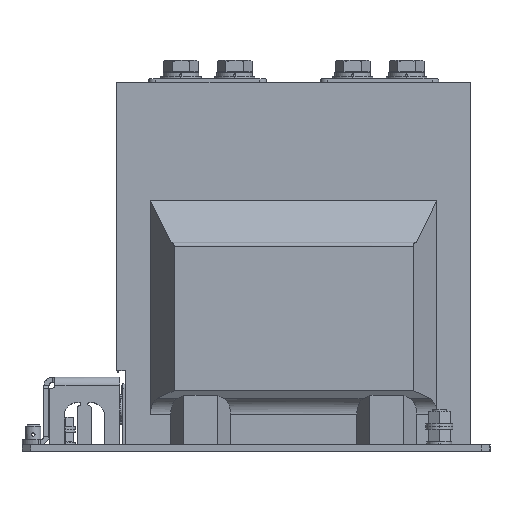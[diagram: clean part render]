
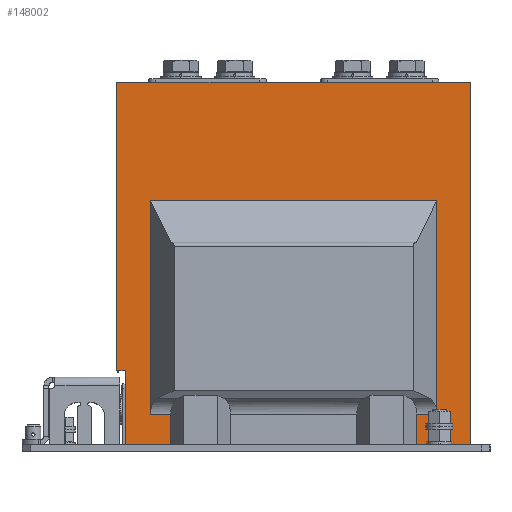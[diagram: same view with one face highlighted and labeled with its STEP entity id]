
A CAD part, top view. The second image highlights one B-rep face of the part: STEP entity #148002.
In plain terms, the highlighted planar face has unit normal (0, 0, 1).
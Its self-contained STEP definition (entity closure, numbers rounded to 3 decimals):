
#707 = LINE ( 'NONE', #142217, #81677 ) ;
#3887 = EDGE_CURVE ( 'NONE', #209555, #105354, #17195, .T. ) ;
#7248 = CARTESIAN_POINT ( 'NONE',  ( 105., 215., 50. ) ) ;
#9920 = CARTESIAN_POINT ( 'NONE',  ( 105., 215., 50. ) ) ;
#10304 = LINE ( 'NONE', #166369, #96227 ) ;
#10415 = LINE ( 'NONE', #23306, #96327 ) ;
#17195 = LINE ( 'NONE', #69205, #141325 ) ;
#18236 = CARTESIAN_POINT ( 'NONE',  ( 85., -55., 50. ) ) ;
#20666 = CARTESIAN_POINT ( 'NONE',  ( -73.044, 500000., 50. ) ) ;
#20860 = CARTESIAN_POINT ( 'NONE',  ( 105., 0., 50. ) ) ;
#22424 = DIRECTION ( 'NONE',  ( 0., -1., 0. ) ) ;
#22579 = VERTEX_POINT ( 'NONE', #124556 ) ;
#23306 = CARTESIAN_POINT ( 'NONE',  ( -105., 215., 50. ) ) ;
#23914 = LINE ( 'NONE', #20860, #104904 ) ;
#23916 = LINE ( 'NONE', #198078, #190933 ) ;
#25789 = ORIENTED_EDGE ( 'NONE', *, *, #207962, .F. ) ;
#26488 = EDGE_CURVE ( 'NONE', #118014, #61663, #102102, .T. ) ;
#27170 = VECTOR ( 'NONE', #99574, 1000. ) ;
#27939 = ORIENTED_EDGE ( 'NONE', *, *, #120069, .T. ) ;
#29639 = DIRECTION ( 'NONE',  ( 0., 1., 0. ) ) ;
#32829 = CARTESIAN_POINT ( 'NONE',  ( -135., 17.896, 50. ) ) ;
#35230 = EDGE_CURVE ( 'NONE', #187890, #80817, #70169, .T. ) ;
#35456 = VECTOR ( 'NONE', #29639, 1000. ) ;
#40496 = LINE ( 'NONE', #190931, #35456 ) ;
#42743 = CARTESIAN_POINT ( 'NONE',  ( -85., 145.027, 50. ) ) ;
#44696 = AXIS2_PLACEMENT_3D ( 'NONE', #9920, #174615, #77621 ) ;
#51437 = CARTESIAN_POINT ( 'NONE',  ( -73.044, 17.896, 50. ) ) ;
#53991 = VERTEX_POINT ( 'NONE', #140510 ) ;
#61123 = DIRECTION ( 'NONE',  ( -1., 0., 0. ) ) ;
#61280 = PLANE ( 'NONE',  #44696 ) ;
#61663 = VERTEX_POINT ( 'NONE', #99861 ) ;
#63152 = CARTESIAN_POINT ( 'NONE',  ( -100., 44., 50. ) ) ;
#63733 = CARTESIAN_POINT ( 'NONE',  ( 105., 215., 50. ) ) ;
#66275 = EDGE_CURVE ( 'NONE', #105354, #151199, #201301, .T. ) ;
#69205 = CARTESIAN_POINT ( 'NONE',  ( -135., 17.896, 50. ) ) ;
#69302 = DIRECTION ( 'NONE',  ( 0., -1., 0. ) ) ;
#70169 = LINE ( 'NONE', #18236, #27170 ) ;
#72316 = EDGE_CURVE ( 'NONE', #202832, #138155, #157647, .T. ) ;
#76905 = LINE ( 'NONE', #199926, #163029 ) ;
#77245 = VECTOR ( 'NONE', #148846, 1000. ) ;
#77621 = DIRECTION ( 'NONE',  ( 0., 1., 0. ) ) ;
#78914 = EDGE_CURVE ( 'NONE', #80817, #114062, #10304, .T. ) ;
#80817 = VERTEX_POINT ( 'NONE', #164547 ) ;
#81677 = VECTOR ( 'NONE', #158458, 1000. ) ;
#84355 = VERTEX_POINT ( 'NONE', #63152 ) ;
#84431 = VECTOR ( 'NONE', #146156, 1000. ) ;
#84955 = DIRECTION ( 'NONE',  ( -1., 0., 0. ) ) ;
#85222 = DIRECTION ( 'NONE',  ( -1., 0., 0. ) ) ;
#86911 = EDGE_CURVE ( 'NONE', #84355, #144986, #707, .T. ) ;
#87014 = CARTESIAN_POINT ( 'NONE',  ( -105., 44., 50. ) ) ;
#92526 = EDGE_LOOP ( 'NONE', ( #104228, #153672, #154608, #126934, #190852, #165725, #27939, #105302, #25789, #95561, #184224, #180356, #204181, #113957 ) ) ;
#94206 = EDGE_CURVE ( 'NONE', #151199, #53991, #23914, .T. ) ;
#95561 = ORIENTED_EDGE ( 'NONE', *, *, #26488, .T. ) ;
#96227 = VECTOR ( 'NONE', #84955, 1000. ) ;
#96327 = VECTOR ( 'NONE', #136574, 1000. ) ;
#99574 = DIRECTION ( 'NONE',  ( 0., 1., 0. ) ) ;
#99861 = CARTESIAN_POINT ( 'NONE',  ( -105., 215., 50. ) ) ;
#102102 = LINE ( 'NONE', #63733, #188152 ) ;
#104228 = ORIENTED_EDGE ( 'NONE', *, *, #66275, .F. ) ;
#104904 = VECTOR ( 'NONE', #85222, 1000. ) ;
#105302 = ORIENTED_EDGE ( 'NONE', *, *, #72316, .F. ) ;
#105354 = VERTEX_POINT ( 'NONE', #51437 ) ;
#108965 = EDGE_CURVE ( 'NONE', #209555, #114062, #40496, .T. ) ;
#113483 = CARTESIAN_POINT ( 'NONE',  ( 105., 0., 50. ) ) ;
#113957 = ORIENTED_EDGE ( 'NONE', *, *, #94206, .F. ) ;
#114062 = VERTEX_POINT ( 'NONE', #42743 ) ;
#115423 = CARTESIAN_POINT ( 'NONE',  ( -73.044, 0., 50. ) ) ;
#118014 = VERTEX_POINT ( 'NONE', #7248 ) ;
#118866 = CARTESIAN_POINT ( 'NONE',  ( 73.044, 0., 50. ) ) ;
#119677 = VECTOR ( 'NONE', #61123, 1000. ) ;
#120069 = EDGE_CURVE ( 'NONE', #22579, #138155, #177644, .T. ) ;
#124556 = CARTESIAN_POINT ( 'NONE',  ( 73.044, 17.896, 50. ) ) ;
#126934 = ORIENTED_EDGE ( 'NONE', *, *, #78914, .F. ) ;
#134697 = VECTOR ( 'NONE', #202659, 1000. ) ;
#136574 = DIRECTION ( 'NONE',  ( 0., -1., 0. ) ) ;
#138155 = VERTEX_POINT ( 'NONE', #118866 ) ;
#140510 = CARTESIAN_POINT ( 'NONE',  ( -100., 0., 50. ) ) ;
#141325 = VECTOR ( 'NONE', #199383, 1000. ) ;
#141599 = FACE_OUTER_BOUND ( 'NONE', #92526, .T. ) ;
#142217 = CARTESIAN_POINT ( 'NONE',  ( 105., 44., 50. ) ) ;
#144893 = EDGE_CURVE ( 'NONE', #84355, #53991, #23916, .T. ) ;
#144986 = VERTEX_POINT ( 'NONE', #87014 ) ;
#146156 = DIRECTION ( 'NONE',  ( 1., 0., 0. ) ) ;
#148002 = ADVANCED_FACE ( 'NONE', ( #141599 ), #61280, .F. ) ;
#148846 = DIRECTION ( 'NONE',  ( 0., -1., 0. ) ) ;
#151199 = VERTEX_POINT ( 'NONE', #115423 ) ;
#153672 = ORIENTED_EDGE ( 'NONE', *, *, #3887, .F. ) ;
#154608 = ORIENTED_EDGE ( 'NONE', *, *, #108965, .T. ) ;
#157647 = LINE ( 'NONE', #190672, #119677 ) ;
#158458 = DIRECTION ( 'NONE',  ( -1., 0., 0. ) ) ;
#163029 = VECTOR ( 'NONE', #22424, 1000. ) ;
#164547 = CARTESIAN_POINT ( 'NONE',  ( 85., 145.027, 50. ) ) ;
#165725 = ORIENTED_EDGE ( 'NONE', *, *, #204413, .F. ) ;
#166104 = CARTESIAN_POINT ( 'NONE',  ( -85., 17.896, 50. ) ) ;
#166369 = CARTESIAN_POINT ( 'NONE',  ( 105., 145.027, 50. ) ) ;
#174615 = DIRECTION ( 'NONE',  ( 0., 0., -1. ) ) ;
#176764 = CARTESIAN_POINT ( 'NONE',  ( 85., 17.896, 50. ) ) ;
#177090 = DIRECTION ( 'NONE',  ( -1., 0., 0. ) ) ;
#177644 = LINE ( 'NONE', #186489, #134697 ) ;
#180356 = ORIENTED_EDGE ( 'NONE', *, *, #86911, .F. ) ;
#184224 = ORIENTED_EDGE ( 'NONE', *, *, #203632, .T. ) ;
#186489 = CARTESIAN_POINT ( 'NONE',  ( 73.044, 500000., 50. ) ) ;
#187890 = VERTEX_POINT ( 'NONE', #176764 ) ;
#188152 = VECTOR ( 'NONE', #177090, 1000. ) ;
#190672 = CARTESIAN_POINT ( 'NONE',  ( 105., 0., 50. ) ) ;
#190852 = ORIENTED_EDGE ( 'NONE', *, *, #35230, .F. ) ;
#190931 = CARTESIAN_POINT ( 'NONE',  ( -85., -55., 50. ) ) ;
#190933 = VECTOR ( 'NONE', #69302, 1000. ) ;
#198078 = CARTESIAN_POINT ( 'NONE',  ( -100., 215., 50. ) ) ;
#199383 = DIRECTION ( 'NONE',  ( 1., 0., 0. ) ) ;
#199926 = CARTESIAN_POINT ( 'NONE',  ( 105., 215., 50. ) ) ;
#201301 = LINE ( 'NONE', #20666, #77245 ) ;
#202659 = DIRECTION ( 'NONE',  ( 0., -1., 0. ) ) ;
#202832 = VERTEX_POINT ( 'NONE', #113483 ) ;
#203632 = EDGE_CURVE ( 'NONE', #61663, #144986, #10415, .T. ) ;
#204181 = ORIENTED_EDGE ( 'NONE', *, *, #144893, .T. ) ;
#204413 = EDGE_CURVE ( 'NONE', #22579, #187890, #208324, .T. ) ;
#207962 = EDGE_CURVE ( 'NONE', #118014, #202832, #76905, .T. ) ;
#208324 = LINE ( 'NONE', #32829, #84431 ) ;
#209555 = VERTEX_POINT ( 'NONE', #166104 ) ;
